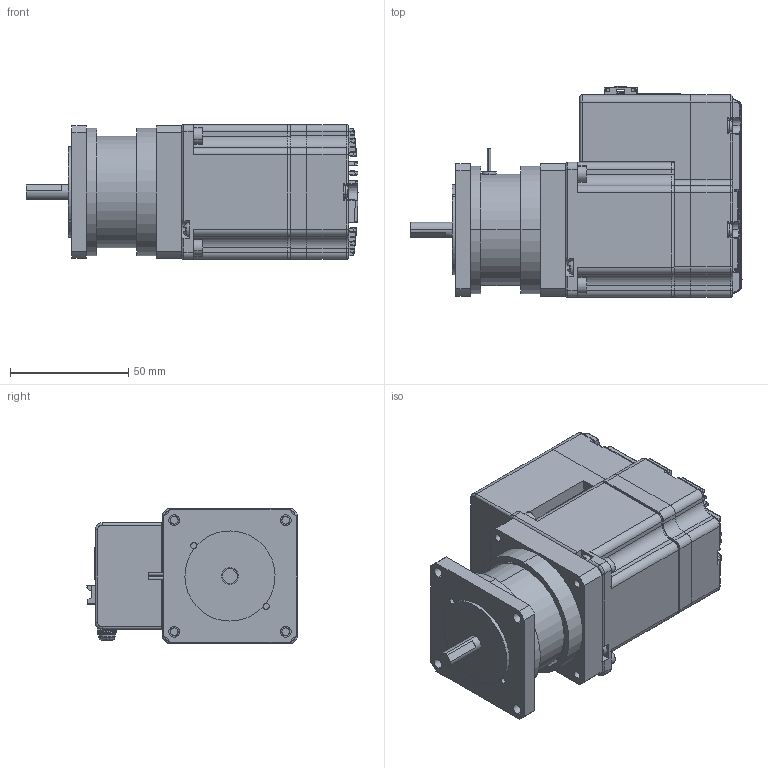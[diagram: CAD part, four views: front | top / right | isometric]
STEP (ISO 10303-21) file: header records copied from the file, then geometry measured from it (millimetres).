
FILE_DESCRIPTION (( 'STEP AP203' ), '1' );
FILE_NAME ('P11A-MO-056-04-R01.STEP', '2020-05-04T07:04:18', ( '' ), ( '' ), 'SwSTEP 2.0', 'SolidWorks 2018', '' );
FILE_SCHEMA (( 'CONFIG_CONTROL_DESIGN' ));
Length unit declared in the file: millimetre
Products named in the file (36): M119-EC-056-01-R00; 791091003; M119-EC-042-04-R00; KMG; 877600816; M119-EC-056-03-R00; 5016451220; pan cross head_ks_KS 1023 PC- M4 x 8-N; small circular plain washer_jis_JIS B 1256 Small circular 4; socket head cap screw_ks_KS 1003 - M4 x 12 x 12-N; BXW-02-10-52_3D; 瞪錳薄樓醴喀攪-4; spring lock washer_2_jis_JIS B 1251 No.2 4; 09455511103_100183220MOD000B; 瞪錳薄樓醴喀攪-3; spring lock washer_ks_KS 1324 - M4; 56EC-PCB3-01; 56EC-PCB1-01; M119-EC-056-02-R02; sams; 瞪錳蕾樓攪喀攪; 瞪錳薄樓醴喀攪-2; M117-MO-056-01-R00; pan cross head_ks_KS 1023 PC- M3 x 25-N; 瞪錳薄樓醴喀攪-1; 42EC-PCB1-01; 56EC-PCB2-01; 20PS-JMCS-G-1B-TF(N); P11A-MO-056-04-R01; pan cross head_ks_KS 1023 PC- M3 x 20-N; 21mm OD6.35mm; 20R-JMCS-G-B-TF(NSA); pan cross head_ks_KS 1023 PC- M4 x 6-N; P119-MO-056-04-R01; 瞪錳薄樓醴喀攪-5; plain washer 10673 type snl_iso_ISO 10673-3.6-S
Assembly tree (46 placements, depth 4):
  P11A-MO-056-04-R01
    BXW-02-10-52_3D
    socket head cap screw_ks_KS 1003 - M4 x 12 x 12-N  x4
    P119-MO-056-04-R01
      M117-MO-056-01-R00
      pan cross head_ks_KS 1023 PC- M3 x 20-N  x2
      pan cross head_ks_KS 1023 PC- M3 x 25-N  x3
      KMG
      M119-EC-056-01-R00
      M119-EC-056-02-R02
      56EC-PCB1-01
      42EC-PCB1-01
      56EC-PCB3-01
      M119-EC-042-04-R00
      瞪錳蕾樓攪喀攪
        瞪錳薄樓醴喀攪-1
        瞪錳薄樓醴喀攪-2
        瞪錳薄樓醴喀攪-3
        瞪錳薄樓醴喀攪-4
        瞪錳薄樓醴喀攪-5
      5016451220
      09455511103_100183220MOD000B  x2
      56EC-PCB2-01
      877600816  x2
      20PS-JMCS-G-1B-TF(N)  x2
      20R-JMCS-G-B-TF(NSA)  x2
      791091003  x2
      21mm OD6.35mm
      M119-EC-056-03-R00
      pan cross head_ks_KS 1023 PC- M4 x 8-N
      spring lock washer_ks_KS 1324 - M4
      plain washer 10673 type snl_iso_ISO 10673-3.6-S
    sams
      small circular plain washer_jis_JIS B 1256 Small circular 4
      spring lock washer_2_jis_JIS B 1251 No.2 4
      pan cross head_ks_KS 1023 PC- M4 x 6-N
Bounding box: 140.3 x 89.1 x 57 mm (x, y, z)
Volume: 309029.5 mm3; surface area: 133627.7 mm2
Topology: 44 solids, 53 shells, 5956 faces, 15914 edges, 10106 vertices
Faces by surface type: plane 3968, cylinder 1374, bspline 263, cone 145, torus 115, sphere 91
Entity records: 138048 total; most frequent: CARTESIAN_POINT 31004, ORIENTED_EDGE 22020, DIRECTION 20795, EDGE_CURVE 11010, VECTOR 7635, LINE 7635, VERTEX_POINT 6987, AXIS2_PLACEMENT_3D 6580
